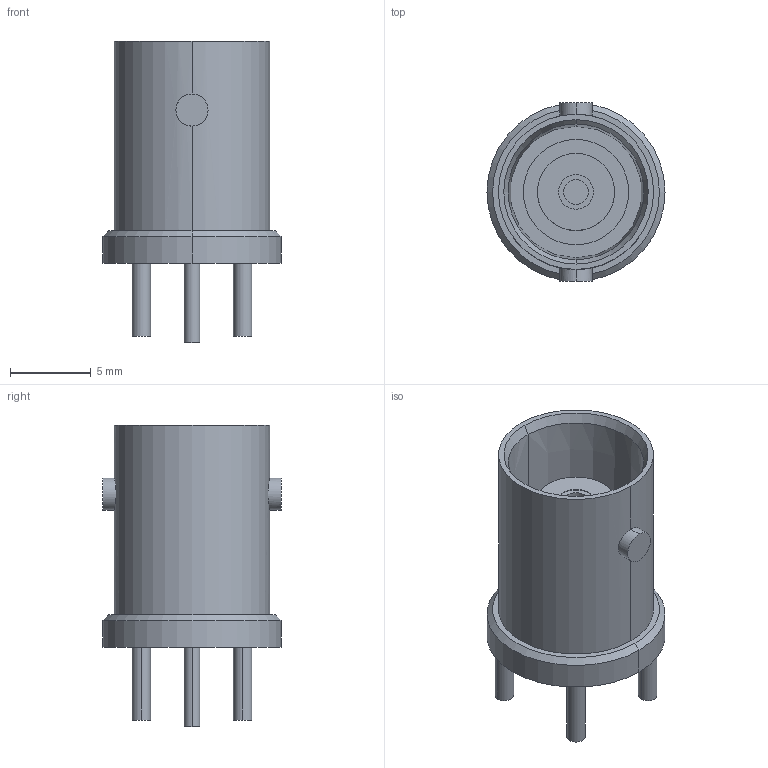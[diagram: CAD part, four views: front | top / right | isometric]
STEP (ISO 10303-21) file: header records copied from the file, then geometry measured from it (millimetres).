
FILE_DESCRIPTION((''),'2;1');
FILE_NAME('C-5-1634503-1','2011-10-04T',('workeradm'),('Tyco Electronics Ltd.'),'PRO/ENGINEER BY PARAMETRIC TECHNOLOGY CORPORATION, 2010430','PRO/ENGINEER BY PARAMETRIC TECHNOLOGY CORPORATION, 2010430','');
FILE_SCHEMA(('AUTOMOTIVE_DESIGN { 1 0 10303 214 1 1 1 1 }'));
Length unit declared in the file: millimetre
Products named in the file (1): C-5-1634503-1
Bounding box: 11 x 11.02 x 18.6 mm (x, y, z)
Volume: 694.8 mm3; surface area: 984.2 mm2
Topology: 1 solids, 1 shells, 47 faces, 94 edges, 60 vertices
Faces by surface type: cylinder 26, plane 15, cone 6
Entity records: 1579 total; most frequent: CARTESIAN_POINT 273, DIRECTION 240, ORIENTED_EDGE 188, AXIS2_PLACEMENT_3D 103, EDGE_CURVE 94, COLOUR_RGB 64, VERTEX_POINT 60, EDGE_LOOP 58
